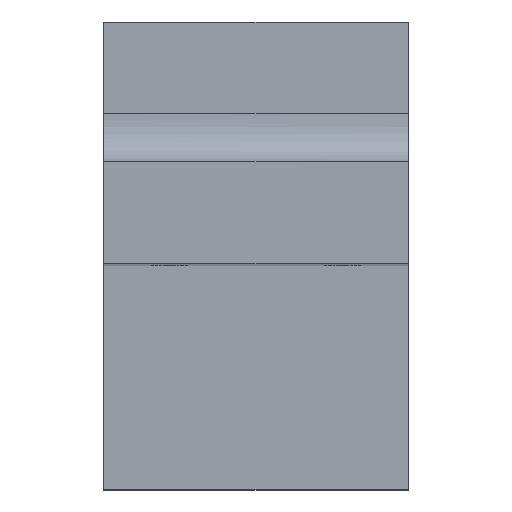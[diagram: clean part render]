
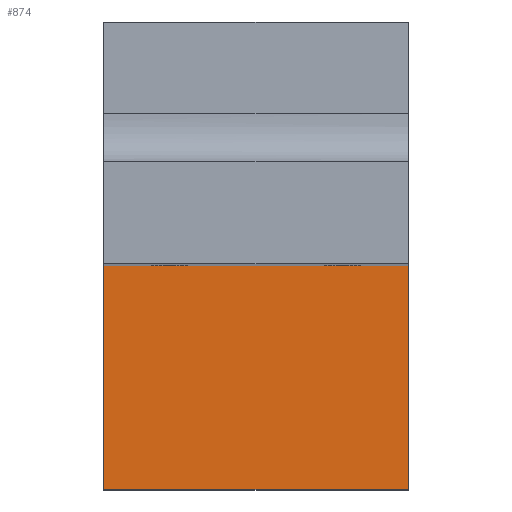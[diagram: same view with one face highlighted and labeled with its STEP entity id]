
A CAD part, top view. The second image highlights one B-rep face of the part: STEP entity #874.
In plain terms, the highlighted planar face has unit normal (0, 0, 1).
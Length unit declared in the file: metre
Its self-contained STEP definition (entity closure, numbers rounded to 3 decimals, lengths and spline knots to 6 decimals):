
#57=LINE('',#1347,#113);
#66=LINE('',#1383,#122);
#69=LINE('',#1403,#125);
#72=LINE('',#1420,#128);
#113=VECTOR('',#1071,1.);
#122=VECTOR('',#1098,1.);
#125=VECTOR('',#1117,1.);
#128=VECTOR('',#1130,1.);
#218=ORIENTED_EDGE('',*,*,#392,.T.);
#219=ORIENTED_EDGE('',*,*,#409,.T.);
#220=ORIENTED_EDGE('',*,*,#426,.F.);
#221=ORIENTED_EDGE('',*,*,#419,.F.);
#392=EDGE_CURVE('',#500,#499,#57,.T.);
#409=EDGE_CURVE('',#499,#514,#66,.T.);
#419=EDGE_CURVE('',#500,#523,#69,.T.);
#426=EDGE_CURVE('',#523,#514,#72,.T.);
#499=VERTEX_POINT('',#1346);
#500=VERTEX_POINT('',#1348);
#514=VERTEX_POINT('',#1384);
#523=VERTEX_POINT('',#1404);
#642=EDGE_LOOP('',(#218,#219,#220,#221));
#754=FACE_BOUND('',#642,.T.);
#843=PLANE('',#966);
#874=ADVANCED_FACE('',(#754),#843,.F.);
#966=AXIS2_PLACEMENT_3D('',#1419,#1128,#1129);
#1071=DIRECTION('',(0.,1.,0.));
#1098=DIRECTION('',(-1.,0.,0.));
#1117=DIRECTION('',(-1.,0.,0.));
#1128=DIRECTION('',(0.,0.,-1.));
#1129=DIRECTION('',(-1.,0.,0.));
#1130=DIRECTION('',(0.,1.,0.));
#1346=CARTESIAN_POINT('',(0.015,-0.024,0.018375));
#1347=CARTESIAN_POINT('',(0.015,-0.046,0.018375));
#1348=CARTESIAN_POINT('',(0.015,-0.046,0.018375));
#1383=CARTESIAN_POINT('',(0.,-0.024,0.018375));
#1384=CARTESIAN_POINT('',(-0.015,-0.024,0.018375));
#1403=CARTESIAN_POINT('',(0.,-0.046,0.018375));
#1404=CARTESIAN_POINT('',(-0.015,-0.046,0.018375));
#1419=CARTESIAN_POINT('',(0.,-0.046,0.018375));
#1420=CARTESIAN_POINT('',(-0.015,-0.046,0.018375));
